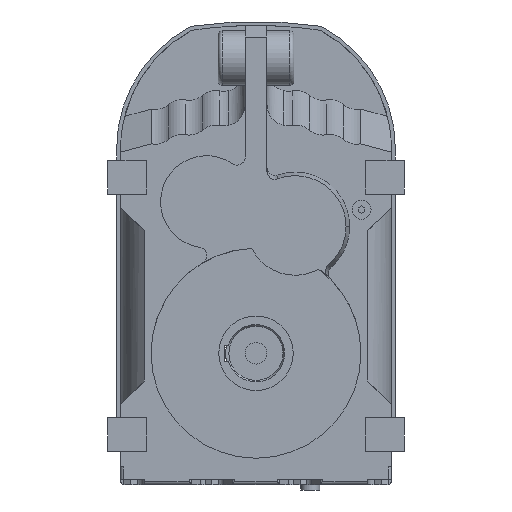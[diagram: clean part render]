
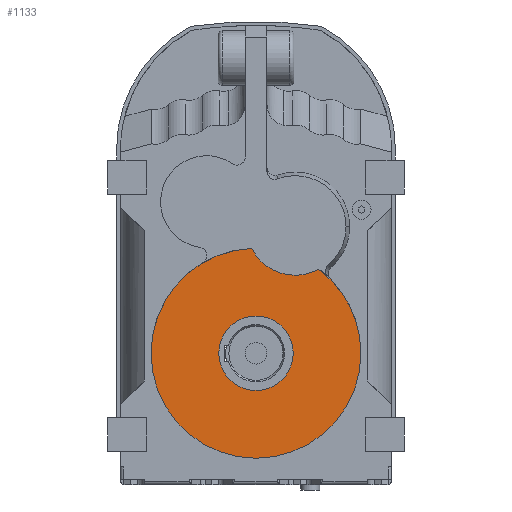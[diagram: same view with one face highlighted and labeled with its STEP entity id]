
A CAD part, left-side view. The second image highlights one B-rep face of the part: STEP entity #1133.
In plain terms, the highlighted planar face has unit normal (-1, 0, 0).
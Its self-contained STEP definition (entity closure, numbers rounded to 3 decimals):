
#1133=ADVANCED_FACE('NONE',(#2322,#2323),#2324,.F.);
#2322=FACE_BOUND('',#3675,.T.);
#2323=FACE_OUTER_BOUND('',#3676,.T.);
#2324=PLANE('',#3677);
#3675=EDGE_LOOP('',(#8135,#8136,#8137));
#3676=EDGE_LOOP('',(#8138,#8139,#8140,#8141));
#3677=AXIS2_PLACEMENT_3D('',#8142,#8143,#8144);
#8135=ORIENTED_EDGE('',*,*,#8505,.T.);
#8136=ORIENTED_EDGE('',*,*,#8500,.T.);
#8137=ORIENTED_EDGE('',*,*,#8506,.T.);
#8138=ORIENTED_EDGE('',*,*,#9771,.F.);
#8139=ORIENTED_EDGE('',*,*,#9491,.F.);
#8140=ORIENTED_EDGE('',*,*,#9497,.F.);
#8141=ORIENTED_EDGE('',*,*,#9527,.F.);
#8142=CARTESIAN_POINT('',(0.0,0.0,0.0));
#8143=DIRECTION('',(1.0,0.0,0.0));
#8144=DIRECTION('',(0.0,-0.0,-1.0));
#8500=EDGE_CURVE('',#10031,#10028,#10032,.T.);
#8505=EDGE_CURVE('',#10038,#10031,#10039,.T.);
#8506=EDGE_CURVE('',#10028,#10038,#10040,.T.);
#9491=EDGE_CURVE('NONE',#11519,#11521,#11522,.F.);
#9497=EDGE_CURVE('NONE',#11529,#11519,#11531,.F.);
#9527=EDGE_CURVE('NONE',#11578,#11529,#11580,.F.);
#9771=EDGE_CURVE('NONE',#11521,#11578,#11907,.F.);
#10028=VERTEX_POINT('',#12269);
#10031=VERTEX_POINT('',#12273);
#10032=CIRCLE('',#12274,27.5);
#10038=VERTEX_POINT('',#12281);
#10039=CIRCLE('',#12282,27.5);
#10040=CIRCLE('',#12283,27.5);
#11519=VERTEX_POINT('NONE',#14982);
#11521=VERTEX_POINT('NONE',#14985);
#11522=CIRCLE('',#14986,77.5);
#11529=VERTEX_POINT('NONE',#14995);
#11531=CIRCLE('',#14998,77.5);
#11578=VERTEX_POINT('NONE',#15061);
#11580=CIRCLE('',#15064,77.5);
#11907=CIRCLE('',#15536,36.0);
#12269=CARTESIAN_POINT('',(0.0,0.,-27.5));
#12273=CARTESIAN_POINT('',(0.0,0.,27.5));
#12274=AXIS2_PLACEMENT_3D('',#15828,#15829,#15830);
#12281=CARTESIAN_POINT('',(0.0,27.5,0.));
#12282=AXIS2_PLACEMENT_3D('',#15838,#15839,#15840);
#12283=AXIS2_PLACEMENT_3D('',#15841,#15842,#15843);
#14982=CARTESIAN_POINT('',(0.0,77.5,0.));
#14985=CARTESIAN_POINT('',(0.0,3.144,77.436));
#14986=AXIS2_PLACEMENT_3D('',#16835,#16836,#16837);
#14995=CARTESIAN_POINT('',(0.0,-77.5,0.0));
#14998=AXIS2_PLACEMENT_3D('',#16844,#16845,#16846);
#15061=CARTESIAN_POINT('',(0.0,-46.397,62.077));
#15064=AXIS2_PLACEMENT_3D('',#16888,#16889,#16890);
#15536=AXIS2_PLACEMENT_3D('',#17118,#17119,#17120);
#15828=CARTESIAN_POINT('',(0.0,0.0,0.0));
#15829=DIRECTION('',(1.0,0.0,0.0));
#15830=DIRECTION('',(0.0,-1.0,0.0));
#15838=CARTESIAN_POINT('',(0.0,0.0,0.0));
#15839=DIRECTION('',(1.0,0.0,0.0));
#15840=DIRECTION('',(0.0,-1.0,0.0));
#15841=CARTESIAN_POINT('',(0.0,0.0,0.0));
#15842=DIRECTION('',(1.0,0.0,0.0));
#15843=DIRECTION('',(0.0,-1.0,0.0));
#16835=CARTESIAN_POINT('',(0.0,0.0,0.0));
#16836=DIRECTION('',(-1.0,0.0,0.0));
#16837=DIRECTION('',(0.0,-1.0,0.0));
#16844=CARTESIAN_POINT('',(0.0,0.0,0.0));
#16845=DIRECTION('',(-1.0,0.0,0.0));
#16846=DIRECTION('',(0.0,-1.0,0.0));
#16888=CARTESIAN_POINT('',(0.0,0.0,0.0));
#16889=DIRECTION('',(-1.0,0.0,0.0));
#16890=DIRECTION('',(0.0,-1.0,0.0));
#17118=CARTESIAN_POINT('',(0.0,-29.02,93.606));
#17119=DIRECTION('',(1.0,0.0,0.0));
#17120=DIRECTION('',(0.0,1.0,0.0));
